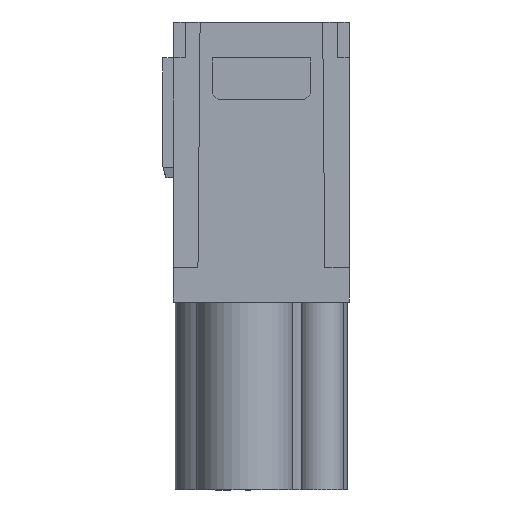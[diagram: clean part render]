
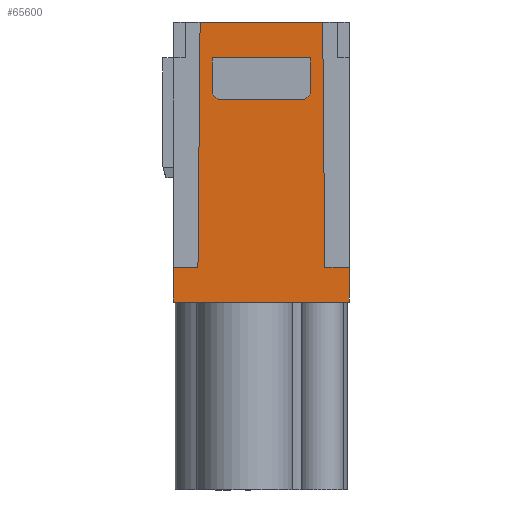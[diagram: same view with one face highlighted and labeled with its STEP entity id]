
A CAD part, front view. The second image highlights one B-rep face of the part: STEP entity #65600.
In plain terms, the highlighted face is planar.
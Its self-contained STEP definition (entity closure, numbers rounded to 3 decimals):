
#20920=CARTESIAN_POINT('',(56.038,43.957,-32.));
#20930=VERTEX_POINT('',#20920);
#21100=CARTESIAN_POINT('',(41.338,43.957,-32.));
#21110=VERTEX_POINT('',#21100);
#21140=CARTESIAN_POINT('',(0.,43.957,-32.));
#21150=DIRECTION('',(-1.,0.,0.));
#21160=VECTOR('',#21150,1.);
#21170=LINE('',#21140,#21160);
#21180=EDGE_CURVE('',#20930,#21110,#21170,.T.);
#26360=CARTESIAN_POINT('',(53.809,20.557,-32.));
#26370=VERTEX_POINT('',#26360);
#26400=CARTESIAN_POINT('',(0.,20.557,-32.));
#26410=DIRECTION('',(-1.,0.,0.));
#26420=VECTOR('',#26410,1.);
#26430=LINE('',#26400,#26420);
#26440=CARTESIAN_POINT('',(43.567,20.557,-32.));
#26450=VERTEX_POINT('',#26440);
#26460=EDGE_CURVE('',#26370,#26450,#26430,.T.);
#27090=CARTESIAN_POINT('',(0.,27.057,-32.));
#27100=DIRECTION('',(-1.,0.,0.));
#27110=VECTOR('',#27100,1.);
#27120=LINE('',#27090,#27110);
#27130=CARTESIAN_POINT('',(52.288,27.057,-32.));
#27140=VERTEX_POINT('',#27130);
#27150=CARTESIAN_POINT('',(45.088,27.057,-32.));
#27160=VERTEX_POINT('',#27150);
#27170=EDGE_CURVE('',#27140,#27160,#27120,.T.);
#38170=CARTESIAN_POINT('',(41.338,41.057,-32.));
#38180=VERTEX_POINT('',#38170);
#38210=CARTESIAN_POINT('',(41.338,0.,-32.));
#38220=DIRECTION('',(0.,-1.,0.));
#38230=VECTOR('',#38220,1.);
#38240=LINE('',#38210,#38230);
#38250=EDGE_CURVE('',#21110,#38180,#38240,.T.);
#44410=CARTESIAN_POINT('',(53.988,41.057,-32.));
#44420=VERTEX_POINT('',#44410);
#44500=CARTESIAN_POINT('',(56.038,41.057,-32.));
#44510=VERTEX_POINT('',#44500);
#44540=CARTESIAN_POINT('',(97.376,41.057,-32.));
#44550=DIRECTION('',(1.,0.,0.));
#44560=VECTOR('',#44550,1.);
#44570=LINE('',#44540,#44560);
#44580=EDGE_CURVE('',#44420,#44510,#44570,.T.);
#47230=CARTESIAN_POINT('',(52.788,26.557,-32.));
#47240=VERTEX_POINT('',#47230);
#47320=CARTESIAN_POINT('',(52.788,23.557,-32.));
#47330=VERTEX_POINT('',#47320);
#47360=CARTESIAN_POINT('',(52.788,0.,-32.));
#47370=DIRECTION('',(0.,-1.,0.));
#47380=VECTOR('',#47370,1.);
#47390=LINE('',#47360,#47380);
#47400=EDGE_CURVE('',#47240,#47330,#47390,.T.);
#50690=CARTESIAN_POINT('',(43.746,0.,-32.));
#50700=DIRECTION('',(0.009,-1.,
0.));
#50710=VECTOR('',#50700,1.);
#50720=LINE('',#50690,#50710);
#50730=CARTESIAN_POINT('',(43.388,41.057,-32.));
#50740=VERTEX_POINT('',#50730);
#50750=EDGE_CURVE('',#50740,#26450,#50720,.T.);
#64810=CARTESIAN_POINT('',(44.588,0.,-32.));
#64820=DIRECTION('',(0.,1.,0.));
#64830=VECTOR('',#64820,1.);
#64840=LINE('',#64810,#64830);
#64850=CARTESIAN_POINT('',(44.588,23.557,-32.));
#64860=VERTEX_POINT('',#64850);
#64870=CARTESIAN_POINT('',(44.588,26.557,-32.));
#64880=VERTEX_POINT('',#64870);
#64890=EDGE_CURVE('',#64860,#64880,#64840,.T.);
#65070=CARTESIAN_POINT('',(55.988,43.557,-32.));
#65080=DIRECTION('',(0.,0.,1.));
#65090=DIRECTION('',(-1.,0.,0.));
#65100=AXIS2_PLACEMENT_3D('',#65070,#65080,#65090);
#65110=PLANE('',#65100);
#65120=CARTESIAN_POINT('',(0.,23.557,-32.));
#65130=DIRECTION('',(1.,0.,0.));
#65140=VECTOR('',#65130,1.);
#65150=LINE('',#65120,#65140);
#65160=EDGE_CURVE('',#64860,#47330,#65150,.T.);
#65170=ORIENTED_EDGE('',*,*,#65160,.T.);
#65180=ORIENTED_EDGE('',*,*,#64890,.F.);
#65190=CARTESIAN_POINT('',(18.031,0.,-32.));
#65200=DIRECTION('',(0.707,0.707,
0.));
#65210=VECTOR('',#65200,1.);
#65220=LINE('',#65190,#65210);
#65230=EDGE_CURVE('',#64880,#27160,#65220,.T.);
#65240=ORIENTED_EDGE('',*,*,#65230,.F.);
#65250=ORIENTED_EDGE('',*,*,#27170,.T.);
#65260=CARTESIAN_POINT('',(79.345,0.,-32.));
#65270=DIRECTION('',(0.707,-0.707,
0.));
#65280=VECTOR('',#65270,1.);
#65290=LINE('',#65260,#65280);
#65300=EDGE_CURVE('',#27140,#47240,#65290,.T.);
#65310=ORIENTED_EDGE('',*,*,#65300,.F.);
#65320=ORIENTED_EDGE('',*,*,#47400,.F.);
#65330=EDGE_LOOP('',(#65320,#65310,#65250,#65240,#65180,#65170));
#65340=FACE_BOUND('',#65330,.T.);
#65350=ORIENTED_EDGE('',*,*,#38250,.F.);
#65360=CARTESIAN_POINT('',(97.376,41.057,-32.));
#65370=DIRECTION('',(1.,0.,0.));
#65380=VECTOR('',#65370,1.);
#65390=LINE('',#65360,#65380);
#65400=EDGE_CURVE('',#38180,#50740,#65390,.T.);
#65410=ORIENTED_EDGE('',*,*,#65400,.F.);
#65420=ORIENTED_EDGE('',*,*,#50750,.F.);
#65430=ORIENTED_EDGE('',*,*,#26460,.T.);
#65440=CARTESIAN_POINT('',(53.63,0.,-32.));
#65450=DIRECTION('',(0.009,1.,
0.));
#65460=VECTOR('',#65450,1.);
#65470=LINE('',#65440,#65460);
#65480=EDGE_CURVE('',#26370,#44420,#65470,.T.);
#65490=ORIENTED_EDGE('',*,*,#65480,.F.);
#65500=ORIENTED_EDGE('',*,*,#44580,.F.);
#65510=CARTESIAN_POINT('',(56.038,0.,-32.));
#65520=DIRECTION('',(0.,-1.,0.));
#65530=VECTOR('',#65520,1.);
#65540=LINE('',#65510,#65530);
#65550=EDGE_CURVE('',#20930,#44510,#65540,.T.);
#65560=ORIENTED_EDGE('',*,*,#65550,.T.);
#65570=ORIENTED_EDGE('',*,*,#21180,.F.);
#65580=EDGE_LOOP('',(#65570,#65560,#65500,#65490,#65430,#65420,#65410,
#65350));
#65590=FACE_OUTER_BOUND('',#65580,.T.);
#65600=ADVANCED_FACE('',(#65340,#65590),#65110,.F.);
